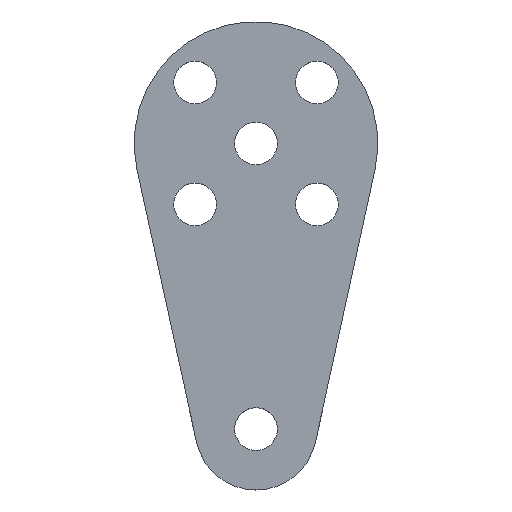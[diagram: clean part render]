
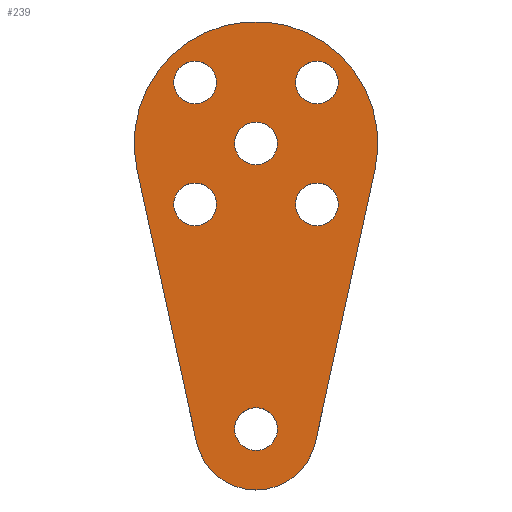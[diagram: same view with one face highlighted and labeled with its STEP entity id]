
A CAD part, top view. The second image highlights one B-rep face of the part: STEP entity #239.
In plain terms, the highlighted planar face has unit normal (0, 0, 1).
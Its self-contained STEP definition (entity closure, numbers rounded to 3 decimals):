
#15=FACE_BOUND('',#54,.T.);
#16=FACE_BOUND('',#55,.T.);
#17=FACE_BOUND('',#56,.T.);
#18=FACE_BOUND('',#57,.T.);
#19=FACE_BOUND('',#58,.T.);
#20=FACE_BOUND('',#59,.T.);
#29=PLANE('',#290);
#41=FACE_OUTER_BOUND('',#53,.T.);
#53=EDGE_LOOP('',(#201,#202,#203,#204));
#54=EDGE_LOOP('',(#205));
#55=EDGE_LOOP('',(#206));
#56=EDGE_LOOP('',(#207));
#57=EDGE_LOOP('',(#208));
#58=EDGE_LOOP('',(#209));
#59=EDGE_LOOP('',(#210));
#75=LINE('',#408,#89);
#79=LINE('',#420,#93);
#89=VECTOR('',#340,10.);
#93=VECTOR('',#352,10.);
#96=CIRCLE('',#266,1.75);
#98=CIRCLE('',#269,1.75);
#100=CIRCLE('',#272,1.75);
#102=CIRCLE('',#275,1.75);
#104=CIRCLE('',#278,1.75);
#106=CIRCLE('',#281,1.75);
#108=CIRCLE('',#285,10.);
#110=CIRCLE('',#289,5.);
#112=VERTEX_POINT('',#368);
#114=VERTEX_POINT('',#374);
#116=VERTEX_POINT('',#380);
#118=VERTEX_POINT('',#386);
#120=VERTEX_POINT('',#392);
#122=VERTEX_POINT('',#398);
#125=VERTEX_POINT('',#405);
#126=VERTEX_POINT('',#407);
#128=VERTEX_POINT('',#413);
#130=VERTEX_POINT('',#419);
#133=EDGE_CURVE('',#112,#112,#96,.T.);
#136=EDGE_CURVE('',#114,#114,#98,.T.);
#139=EDGE_CURVE('',#116,#116,#100,.T.);
#142=EDGE_CURVE('',#118,#118,#102,.T.);
#145=EDGE_CURVE('',#120,#120,#104,.T.);
#148=EDGE_CURVE('',#122,#122,#106,.T.);
#151=EDGE_CURVE('',#126,#125,#75,.T.);
#154=EDGE_CURVE('',#128,#126,#108,.T.);
#157=EDGE_CURVE('',#130,#128,#79,.T.);
#160=EDGE_CURVE('',#125,#130,#110,.T.);
#201=ORIENTED_EDGE('',*,*,#160,.T.);
#202=ORIENTED_EDGE('',*,*,#157,.T.);
#203=ORIENTED_EDGE('',*,*,#154,.T.);
#204=ORIENTED_EDGE('',*,*,#151,.T.);
#205=ORIENTED_EDGE('',*,*,#133,.T.);
#206=ORIENTED_EDGE('',*,*,#136,.T.);
#207=ORIENTED_EDGE('',*,*,#139,.T.);
#208=ORIENTED_EDGE('',*,*,#142,.T.);
#209=ORIENTED_EDGE('',*,*,#148,.T.);
#210=ORIENTED_EDGE('',*,*,#145,.T.);
#239=ADVANCED_FACE('',(#41,#15,#16,#17,#18,#19,#20),#29,.T.);
#266=AXIS2_PLACEMENT_3D('',#370,#299,#300);
#269=AXIS2_PLACEMENT_3D('',#376,#306,#307);
#272=AXIS2_PLACEMENT_3D('',#382,#313,#314);
#275=AXIS2_PLACEMENT_3D('',#388,#320,#321);
#278=AXIS2_PLACEMENT_3D('',#394,#327,#328);
#281=AXIS2_PLACEMENT_3D('',#400,#334,#335);
#285=AXIS2_PLACEMENT_3D('',#414,#346,#347);
#289=AXIS2_PLACEMENT_3D('',#424,#358,#359);
#290=AXIS2_PLACEMENT_3D('',#425,#360,#361);
#299=DIRECTION('center_axis',(0.,0.,-1.));
#300=DIRECTION('ref_axis',(1.,0.,0.));
#306=DIRECTION('center_axis',(0.,0.,-1.));
#307=DIRECTION('ref_axis',(1.,0.,0.));
#313=DIRECTION('center_axis',(0.,0.,-1.));
#314=DIRECTION('ref_axis',(1.,0.,0.));
#320=DIRECTION('center_axis',(0.,0.,-1.));
#321=DIRECTION('ref_axis',(1.,0.,0.));
#327=DIRECTION('center_axis',(0.,0.,-1.));
#328=DIRECTION('ref_axis',(-1.,0.,0.));
#334=DIRECTION('center_axis',(0.,0.,-1.));
#335=DIRECTION('ref_axis',(-1.,0.,0.));
#340=DIRECTION('',(0.213,-0.977,0.));
#346=DIRECTION('center_axis',(0.,0.,1.));
#347=DIRECTION('ref_axis',(1.,0.,0.));
#352=DIRECTION('',(0.213,0.977,0.));
#358=DIRECTION('center_axis',(0.,0.,1.));
#359=DIRECTION('ref_axis',(1.,0.,0.));
#360=DIRECTION('center_axis',(0.,0.,1.));
#361=DIRECTION('ref_axis',(1.,0.,0.));
#368=CARTESIAN_POINT('',(3.25,-5.,2.));
#370=CARTESIAN_POINT('Origin',(5.,-5.,2.));
#374=CARTESIAN_POINT('',(3.25,5.,2.));
#376=CARTESIAN_POINT('Origin',(5.,5.,2.));
#380=CARTESIAN_POINT('',(-6.75,-5.,2.));
#382=CARTESIAN_POINT('Origin',(-5.,-5.,2.));
#386=CARTESIAN_POINT('',(-6.75,5.,2.));
#388=CARTESIAN_POINT('Origin',(-5.,5.,2.));
#392=CARTESIAN_POINT('',(1.75,0.,2.));
#394=CARTESIAN_POINT('Origin',(0.,0.,2.));
#398=CARTESIAN_POINT('',(1.75,-23.44,2.));
#400=CARTESIAN_POINT('Origin',(0.,-23.44,2.));
#405=CARTESIAN_POINT('',(-4.885,-24.507,2.));
#407=CARTESIAN_POINT('',(-9.77,-2.133,2.));
#408=CARTESIAN_POINT('',(-9.77,-2.133,2.));
#413=CARTESIAN_POINT('',(9.77,-2.133,2.));
#414=CARTESIAN_POINT('Origin',(0.,0.,2.));
#419=CARTESIAN_POINT('',(4.885,-24.507,2.));
#420=CARTESIAN_POINT('',(4.885,-24.507,2.));
#424=CARTESIAN_POINT('Origin',(0.,-23.44,2.));
#425=CARTESIAN_POINT('Origin',(0.,-9.22,2.));
